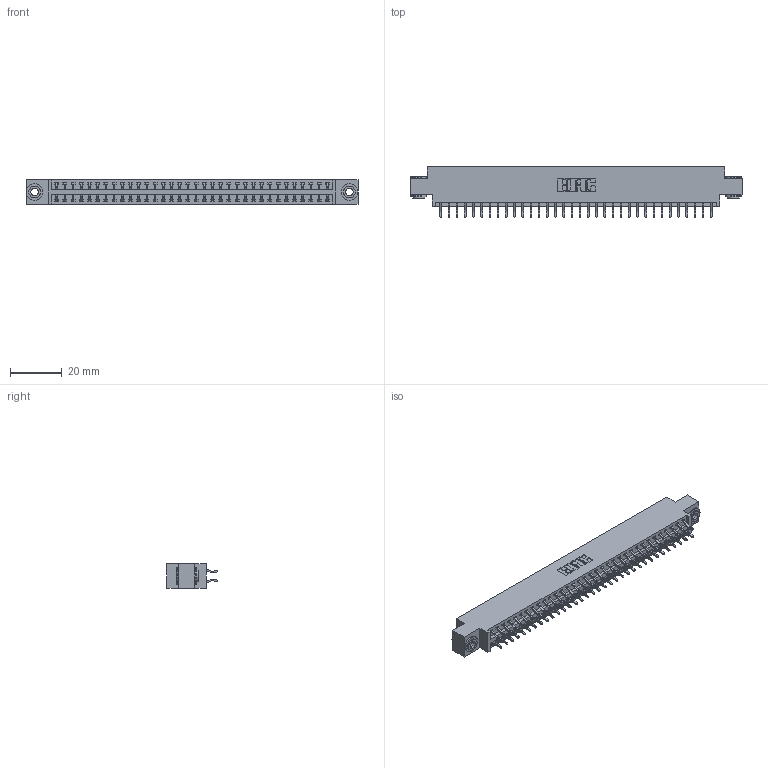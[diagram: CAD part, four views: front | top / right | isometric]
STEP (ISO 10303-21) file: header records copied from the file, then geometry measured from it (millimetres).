
FILE_DESCRIPTION (( 'STEP AP203' ), '1' );
FILE_NAME ('396-068-556-803.STEP', '2018-09-09T07:14:54', ( '' ), ( '' ), 'SwSTEP 2.0', 'SolidWorks 2016', '' );
FILE_SCHEMA (( 'CONFIG_CONTROL_DESIGN' ));
Length unit declared in the file: inch
Products named in the file (4): 346 Part_0.170 Offset - 0.156 Dia-TH; 345-292-001_556 Tail; 345-250-002_345-250-002-102; 396-068-556-803
Assembly tree (71 placements, depth 2):
  396-068-556-803
    346 Part_0.170 Offset - 0.156 Dia-TH
    345-292-001_556 Tail  x68
    345-250-002_345-250-002-102  x2
Bounding box: 128.52 x 19.57 x 9.4 mm (x, y, z)
Volume: 12332.6 mm3; surface area: 17156.9 mm2
Topology: 71 solids, 71 shells, 4108 faces, 12181 edges, 8026 vertices
Faces by surface type: plane 2742, cylinder 1358, cone 8
Entity records: 24268 total; most frequent: CARTESIAN_POINT 4003, ORIENTED_EDGE 3918, DIRECTION 3597, EDGE_CURVE 1959, VECTOR 1659, LINE 1659, VERTEX_POINT 1302, AXIS2_PLACEMENT_3D 969
